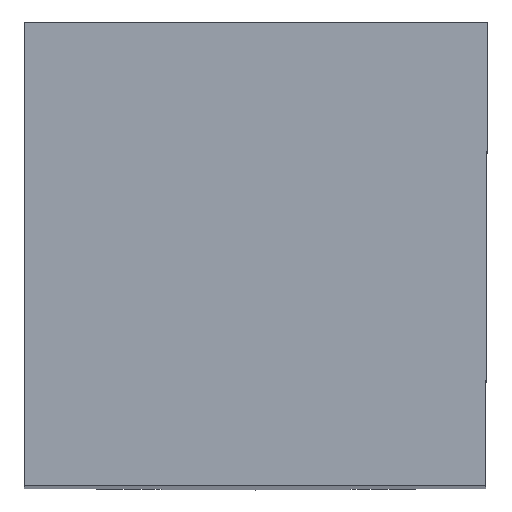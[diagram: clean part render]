
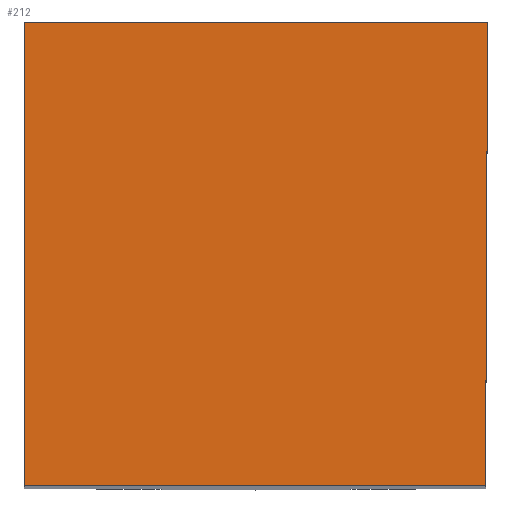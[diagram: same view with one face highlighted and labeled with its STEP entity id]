
A CAD part, top view. The second image highlights one B-rep face of the part: STEP entity #212.
In plain terms, the highlighted planar face has unit normal (0, 0, 1).
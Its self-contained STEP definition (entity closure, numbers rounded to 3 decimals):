
#89=FACE_OUTER_BOUND('',#290,.T.);
#103=LINE('',#854,#138);
#123=LINE('',#916,#158);
#127=LINE('',#930,#162);
#129=LINE('',#933,#164);
#138=VECTOR('',#705,1.);
#158=VECTOR('',#747,1.);
#162=VECTOR('',#763,1.);
#164=VECTOR('',#767,1.);
#212=ADVANCED_FACE('BLANK_BOXF006',(#89),#234,.F.);
#234=PLANE('',#639);
#290=EDGE_LOOP('',(#377,#378,#379,#380));
#377=ORIENTED_EDGE('',*,*,#512,.F.);
#378=ORIENTED_EDGE('',*,*,#502,.F.);
#379=ORIENTED_EDGE('',*,*,#510,.F.);
#380=ORIENTED_EDGE('',*,*,#474,.F.);
#432=VERTEX_POINT('',#853);
#433=VERTEX_POINT('',#855);
#455=VERTEX_POINT('',#915);
#456=VERTEX_POINT('',#917);
#474=EDGE_CURVE('',#432,#433,#103,.T.);
#502=EDGE_CURVE('',#455,#456,#123,.T.);
#510=EDGE_CURVE('',#433,#455,#127,.T.);
#512=EDGE_CURVE('',#456,#432,#129,.T.);
#639=AXIS2_PLACEMENT_3D('',#935,#770,#771);
#705=DIRECTION('',(1.,0.,0.));
#747=DIRECTION('',(-1.,0.,0.));
#763=DIRECTION('',(-0.004,-1.,0.));
#767=DIRECTION('',(0.,1.,0.));
#770=DIRECTION('',(0.,0.,-1.));
#771=DIRECTION('',(-1.,0.,0.));
#853=CARTESIAN_POINT('',(-24.875,24.875,0.));
#854=CARTESIAN_POINT('',(-163.35,24.875,0.));
#855=CARTESIAN_POINT('',(0.,24.875,0.));
#915=CARTESIAN_POINT('',(-0.109,0.,0.));
#916=CARTESIAN_POINT('',(163.35,0.,0.));
#917=CARTESIAN_POINT('',(-24.875,0.,0.));
#930=CARTESIAN_POINT('',(0.604,163.348,0.));
#933=CARTESIAN_POINT('',(-24.875,-163.35,0.));
#935=CARTESIAN_POINT('',(-29.875,-5.,0.));
